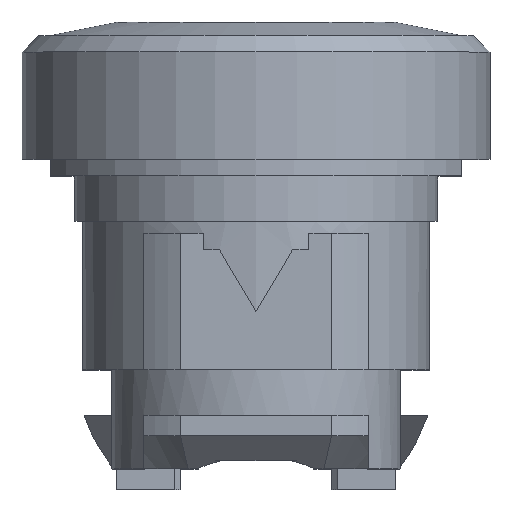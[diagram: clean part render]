
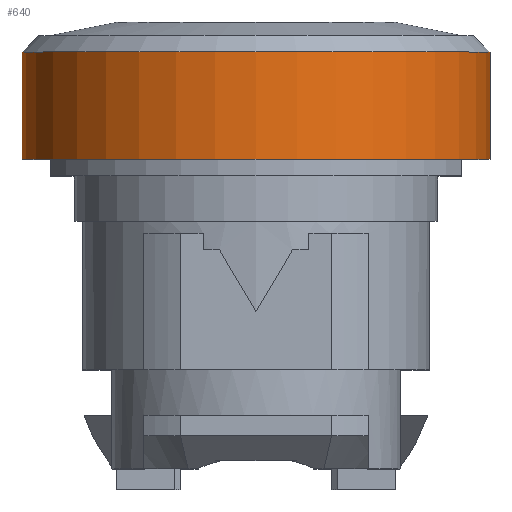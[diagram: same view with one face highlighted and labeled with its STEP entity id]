
A CAD part, top view. The second image highlights one B-rep face of the part: STEP entity #640.
In plain terms, the highlighted cylindrical face has radius 14.175 mm (diameter 28.35 mm), a full revolution.
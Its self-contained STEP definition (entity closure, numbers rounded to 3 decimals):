
#108 = DIRECTION ( 'NONE',  ( 0., 1., 0. ) ) ;
#239 = AXIS2_PLACEMENT_3D ( 'NONE', #2259, #108, #3293 ) ;
#390 = VERTEX_POINT ( 'NONE', #1450 ) ;
#442 = DIRECTION ( 'NONE',  ( 0., -1., 0. ) ) ;
#457 = AXIS2_PLACEMENT_3D ( 'NONE', #2926, #1598, #1580 ) ;
#640 = ADVANCED_FACE ( 'NONE', ( #3051, #2809 ), #1744, .T. ) ;
#691 = CARTESIAN_POINT ( 'NONE',  ( 0., 7.5, 0. ) ) ;
#743 = CIRCLE ( 'NONE', #457, 14.175 ) ;
#791 = AXIS2_PLACEMENT_3D ( 'NONE', #691, #442, #1988 ) ;
#1330 = VERTEX_POINT ( 'NONE', #2129 ) ;
#1338 = EDGE_CURVE ( 'NONE', #1330, #1330, #743, .T. ) ;
#1450 = CARTESIAN_POINT ( 'NONE',  ( 0., 0., 14.175 ) ) ;
#1580 = DIRECTION ( 'NONE',  ( 0., 0., 1. ) ) ;
#1598 = DIRECTION ( 'NONE',  ( 0., -1., 0. ) ) ;
#1744 = CYLINDRICAL_SURFACE ( 'NONE', #791, 14.175 ) ;
#1988 = DIRECTION ( 'NONE',  ( 0., 0., -1. ) ) ;
#2129 = CARTESIAN_POINT ( 'NONE',  ( 0., 6.5, 14.175 ) ) ;
#2202 = ORIENTED_EDGE ( 'NONE', *, *, #1338, .T. ) ;
#2259 = CARTESIAN_POINT ( 'NONE',  ( 0., 0., 0. ) ) ;
#2540 = ORIENTED_EDGE ( 'NONE', *, *, #2761, .T. ) ;
#2761 = EDGE_CURVE ( 'NONE', #390, #390, #2999, .T. ) ;
#2809 = FACE_OUTER_BOUND ( 'NONE', #3351, .T. ) ;
#2926 = CARTESIAN_POINT ( 'NONE',  ( 0., 6.5, 0. ) ) ;
#2999 = CIRCLE ( 'NONE', #239, 14.175 ) ;
#3051 = FACE_OUTER_BOUND ( 'NONE', #3104, .T. ) ;
#3104 = EDGE_LOOP ( 'NONE', ( #2202 ) ) ;
#3293 = DIRECTION ( 'NONE',  ( 0., 0., 1. ) ) ;
#3351 = EDGE_LOOP ( 'NONE', ( #2540 ) ) ;
